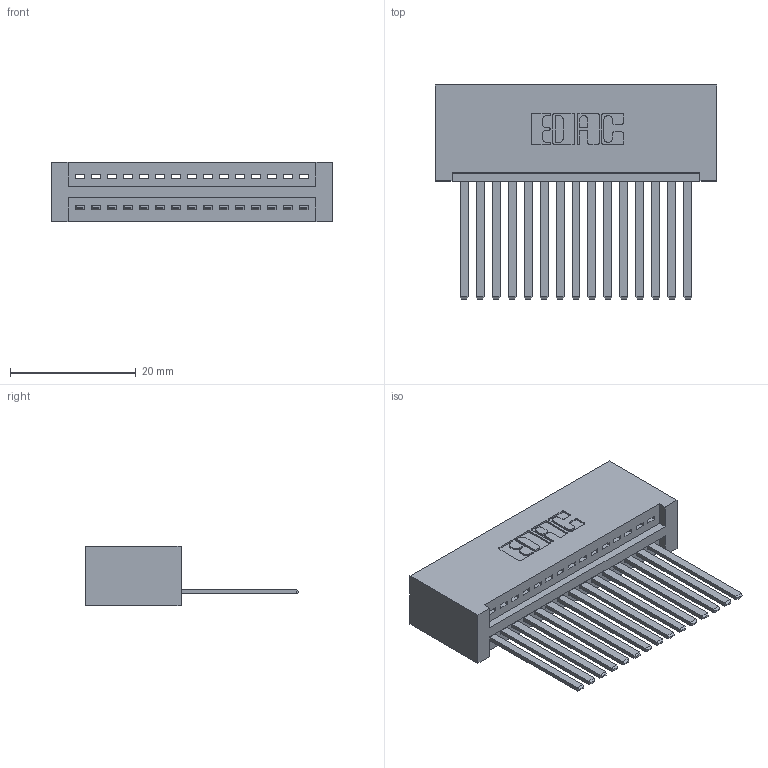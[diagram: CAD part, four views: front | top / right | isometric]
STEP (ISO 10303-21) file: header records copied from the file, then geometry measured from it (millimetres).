
FILE_DESCRIPTION (( 'STEP AP203' ), '1' );
FILE_NAME ('345-015-544-101.STEP', '2019-10-04T12:39:01', ( '' ), ( '' ), 'SwSTEP 2.0', 'SolidWorks 2016', '' );
FILE_SCHEMA (( 'CONFIG_CONTROL_DESIGN' ));
Length unit declared in the file: inch
Products named in the file (3): 345-015-544-101; 345-292-001_345-293-144; 345 Part_No Mounting Lugs
Assembly tree (16 placements, depth 2):
  345-015-544-101
    345 Part_No Mounting Lugs
    345-292-001_345-293-144  x15
Bounding box: 44.7 x 33.96 x 9.4 mm (x, y, z)
Volume: 4782.9 mm3; surface area: 6700.8 mm2
Topology: 16 solids, 16 shells, 898 faces, 2687 edges, 1770 vertices
Faces by surface type: plane 616, cylinder 282
Entity records: 14463 total; most frequent: CARTESIAN_POINT 2513, ORIENTED_EDGE 2462, DIRECTION 2225, EDGE_CURVE 1231, LINE 1051, VECTOR 1051, VERTEX_POINT 818, AXIS2_PLACEMENT_3D 587
